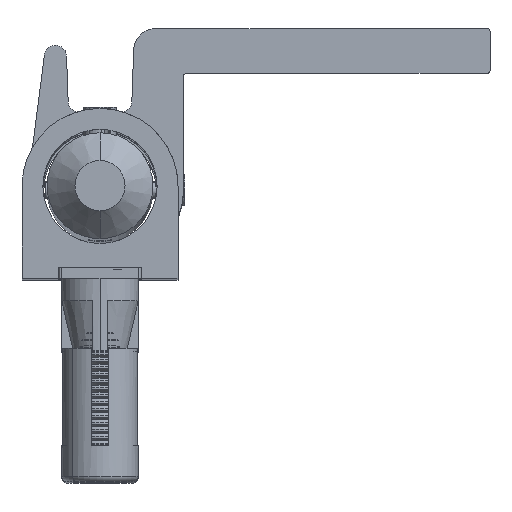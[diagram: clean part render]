
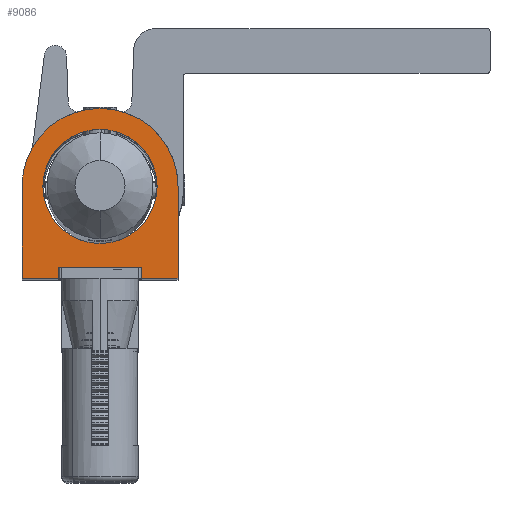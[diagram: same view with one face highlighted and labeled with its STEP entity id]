
A CAD part, top view. The second image highlights one B-rep face of the part: STEP entity #9086.
In plain terms, the highlighted face is planar.
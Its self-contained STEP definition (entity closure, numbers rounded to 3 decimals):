
#2888 = CARTESIAN_POINT ( 'NONE',  ( 14., 200., 0. ) ) ;
#2889 = DIRECTION ( 'NONE',  ( 0., 0., 1. ) ) ;
#2890 = DIRECTION ( 'NONE',  ( 0., 1., 0. ) ) ;
#2891 = CARTESIAN_POINT ( 'NONE',  ( 0., 200., 0. ) ) ;
#2892 = AXIS2_PLACEMENT_3D ( 'NONE', #2891, #2890, #2889 ) ;
#2893 = CIRCLE ( 'NONE', #2892, 14. ) ;
#3057 = CARTESIAN_POINT ( 'NONE',  ( -14., 200., 0. ) ) ;
#3058 = CARTESIAN_POINT ( 'NONE',  ( 0., 200., -14. ) ) ;
#3059 = DIRECTION ( 'NONE',  ( 0., 0., 1. ) ) ;
#3060 = DIRECTION ( 'NONE',  ( 0., 1., 0. ) ) ;
#3061 = AXIS2_PLACEMENT_3D ( 'NONE', #3067, #3060, #3059 ) ;
#3062 = CIRCLE ( 'NONE', #3061, 14. ) ;
#3067 = CARTESIAN_POINT ( 'NONE',  ( 0., 200., 0. ) ) ;
#5801 = CARTESIAN_POINT ( 'NONE',  ( 0., 200., -10.25 ) ) ;
#5835 = CARTESIAN_POINT ( 'NONE',  ( 0., 200., 10.25 ) ) ;
#7370 = EDGE_CURVE ( 'NONE', #7371, #7416, #2893, .T. ) ;
#7371 = VERTEX_POINT ( 'NONE', #2888 ) ;
#7415 = EDGE_CURVE ( 'NONE', #7416, #7417, #3062, .T. ) ;
#7416 = VERTEX_POINT ( 'NONE', #3058 ) ;
#7417 = VERTEX_POINT ( 'NONE', #3057 ) ;
#8449 = VERTEX_POINT ( 'NONE', #5801 ) ;
#8467 = VERTEX_POINT ( 'NONE', #5835 ) ;
#8813 = EDGE_CURVE ( 'NONE', #8467, #8449, #10985, .T. ) ;
#8971 = EDGE_CURVE ( 'NONE', #8449, #8467, #11489, .T. ) ;
#9025 = EDGE_LOOP ( 'NONE', ( #9085, #9030, #9093, #9102, #9027, #9144, #9070, #9074, #9075 ) ) ;
#9027 = ORIENTED_EDGE ( 'NONE', *, *, #9028, .T. ) ;
#9028 = EDGE_CURVE ( 'NONE', #9103, #9105, #11740, .T. ) ;
#9030 = ORIENTED_EDGE ( 'NONE', *, *, #9031, .T. ) ;
#9031 = EDGE_CURVE ( 'NONE', #9099, #9092, #11775, .T. ) ;
#9062 = EDGE_CURVE ( 'NONE', #9063, #7371, #11855, .T. ) ;
#9063 = VERTEX_POINT ( 'NONE', #11851 ) ;
#9070 = ORIENTED_EDGE ( 'NONE', *, *, #9062, .T. ) ;
#9071 = EDGE_LOOP ( 'NONE', ( #9076, #9078 ) ) ;
#9074 = ORIENTED_EDGE ( 'NONE', *, *, #7370, .T. ) ;
#9075 = ORIENTED_EDGE ( 'NONE', *, *, #7415, .T. ) ;
#9076 = ORIENTED_EDGE ( 'NONE', *, *, #8971, .F. ) ;
#9078 = ORIENTED_EDGE ( 'NONE', *, *, #8813, .F. ) ;
#9085 = ORIENTED_EDGE ( 'NONE', *, *, #9098, .T. ) ;
#9086 = ADVANCED_FACE ( 'NONE', ( #11888, #11887 ), #11886, .T. ) ;
#9091 = VERTEX_POINT ( 'NONE', #11873 ) ;
#9092 = VERTEX_POINT ( 'NONE', #11872 ) ;
#9093 = ORIENTED_EDGE ( 'NONE', *, *, #9101, .T. ) ;
#9098 = EDGE_CURVE ( 'NONE', #7417, #9099, #11860, .T. ) ;
#9099 = VERTEX_POINT ( 'NONE', #11918 ) ;
#9101 = EDGE_CURVE ( 'NONE', #9092, #9091, #11917, .T. ) ;
#9102 = ORIENTED_EDGE ( 'NONE', *, *, #9104, .T. ) ;
#9103 = VERTEX_POINT ( 'NONE', #11913 ) ;
#9104 = EDGE_CURVE ( 'NONE', #9091, #9103, #11912, .T. ) ;
#9105 = VERTEX_POINT ( 'NONE', #11908 ) ;
#9144 = ORIENTED_EDGE ( 'NONE', *, *, #9145, .T. ) ;
#9145 = EDGE_CURVE ( 'NONE', #9105, #9063, #11929, .T. ) ;
#10982 = DIRECTION ( 'NONE',  ( 0., 0., 1. ) ) ;
#10983 = DIRECTION ( 'NONE',  ( 0., 1., 0. ) ) ;
#10984 = AXIS2_PLACEMENT_3D ( 'NONE', #10991, #10983, #10982 ) ;
#10985 = CIRCLE ( 'NONE', #10984, 10.25 ) ;
#10991 = CARTESIAN_POINT ( 'NONE',  ( 0., 200., 0. ) ) ;
#11486 = DIRECTION ( 'NONE',  ( 0., 0., 1. ) ) ;
#11487 = DIRECTION ( 'NONE',  ( 0., 1., 0. ) ) ;
#11488 = AXIS2_PLACEMENT_3D ( 'NONE', #11494, #11487, #11486 ) ;
#11489 = CIRCLE ( 'NONE', #11488, 10.25 ) ;
#11494 = CARTESIAN_POINT ( 'NONE',  ( 0., 200., 0. ) ) ;
#11730 = DIRECTION ( 'NONE',  ( 0., 0., 1. ) ) ;
#11731 = VECTOR ( 'NONE', #11730, 1000. ) ;
#11732 = CARTESIAN_POINT ( 'NONE',  ( 7.5, 200., 16.5 ) ) ;
#11740 = LINE ( 'NONE', #11732, #11731 ) ;
#11772 = DIRECTION ( 'NONE',  ( 1., 0., 0. ) ) ;
#11773 = VECTOR ( 'NONE', #11772, 1000. ) ;
#11774 = CARTESIAN_POINT ( 'NONE',  ( -14., 200., 16.5 ) ) ;
#11775 = LINE ( 'NONE', #11774, #11773 ) ;
#11851 = CARTESIAN_POINT ( 'NONE',  ( 14., 200., 16.5 ) ) ;
#11852 = DIRECTION ( 'NONE',  ( 0., 0., -1. ) ) ;
#11853 = VECTOR ( 'NONE', #11852, 1000. ) ;
#11854 = CARTESIAN_POINT ( 'NONE',  ( 14., 200., 16. ) ) ;
#11855 = LINE ( 'NONE', #11854, #11853 ) ;
#11860 = LINE ( 'NONE', #11921, #11920 ) ;
#11872 = CARTESIAN_POINT ( 'NONE',  ( -7.5, 200., 16.5 ) ) ;
#11873 = CARTESIAN_POINT ( 'NONE',  ( -7.5, 200., 14.5 ) ) ;
#11882 = DIRECTION ( 'NONE',  ( 0., 0., 1. ) ) ;
#11883 = DIRECTION ( 'NONE',  ( 0., 1., 0. ) ) ;
#11884 = CARTESIAN_POINT ( 'NONE',  ( 0., 200., 0. ) ) ;
#11885 = AXIS2_PLACEMENT_3D ( 'NONE', #11884, #11883, #11882 ) ;
#11886 = PLANE ( 'NONE',  #11885 ) ;
#11887 = FACE_BOUND ( 'NONE', #9071, .T. ) ;
#11888 = FACE_OUTER_BOUND ( 'NONE', #9025, .T. ) ;
#11908 = CARTESIAN_POINT ( 'NONE',  ( 7.5, 200., 16.5 ) ) ;
#11909 = DIRECTION ( 'NONE',  ( 1., 0., 0. ) ) ;
#11910 = VECTOR ( 'NONE', #11909, 1000. ) ;
#11911 = CARTESIAN_POINT ( 'NONE',  ( -11., 200., 14.5 ) ) ;
#11912 = LINE ( 'NONE', #11911, #11910 ) ;
#11913 = CARTESIAN_POINT ( 'NONE',  ( 7.5, 200., 14.5 ) ) ;
#11914 = DIRECTION ( 'NONE',  ( 0., 0., -1. ) ) ;
#11915 = VECTOR ( 'NONE', #11914, 1000. ) ;
#11916 = CARTESIAN_POINT ( 'NONE',  ( -7.5, 200., 16.5 ) ) ;
#11917 = LINE ( 'NONE', #11916, #11915 ) ;
#11918 = CARTESIAN_POINT ( 'NONE',  ( -14., 200., 16.5 ) ) ;
#11919 = DIRECTION ( 'NONE',  ( 0., 0., 1. ) ) ;
#11920 = VECTOR ( 'NONE', #11919, 1000. ) ;
#11921 = CARTESIAN_POINT ( 'NONE',  ( -14., 200., 0. ) ) ;
#11926 = DIRECTION ( 'NONE',  ( 1., 0., 0. ) ) ;
#11927 = VECTOR ( 'NONE', #11926, 1000. ) ;
#11928 = CARTESIAN_POINT ( 'NONE',  ( 14., 200., 16.5 ) ) ;
#11929 = LINE ( 'NONE', #11928, #11927 ) ;
